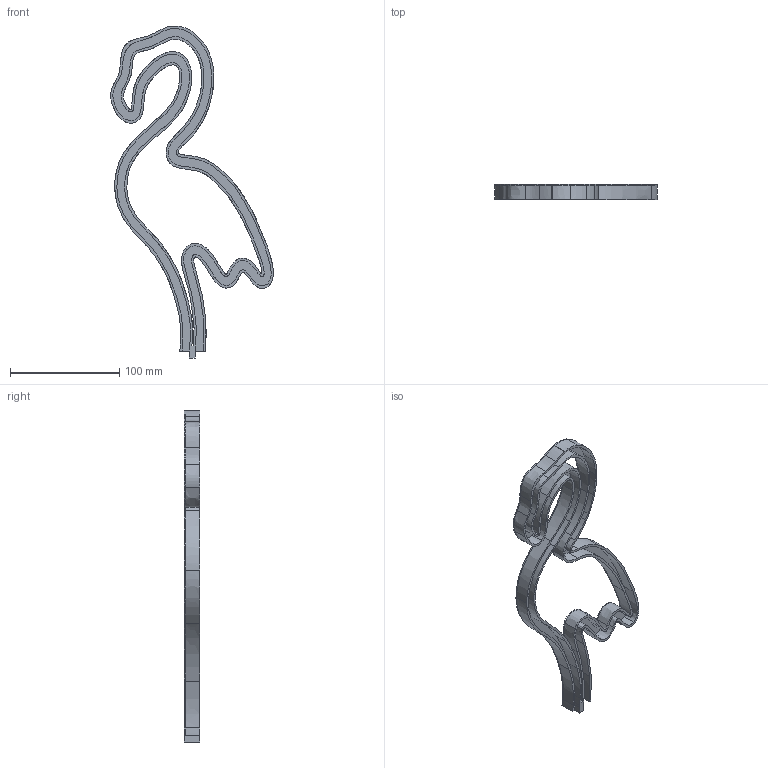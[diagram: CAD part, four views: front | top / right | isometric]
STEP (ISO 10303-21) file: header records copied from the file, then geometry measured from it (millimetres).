
FILE_DESCRIPTION(/* description */ (''),/* implementation_level */ '2;1');
FILE_NAME(/* name */ 'OMEX Flamingo v5.stp',/* time_stamp */ '2025-09-12T00:18:28+02:00',/* author */ (''),/* organization */ (''),/* preprocessor_version */ 'ST-DEVELOPER v20.1',/* originating_system */ 'Autodesk Translation Framework v14.10.0.0',/* authorisation */ '');
FILE_SCHEMA (('AUTOMOTIVE_DESIGN { 1 0 10303 214 3 1 1 }'));
Length unit declared in the file: millimetre
Products named in the file (1): OMEX Flamingo
Bounding box: 148.8 x 14 x 303.71 mm (x, y, z)
Volume: 72178 mm3; surface area: 73565.1 mm2
Topology: 1 solids, 1 shells, 228 faces, 607 edges, 381 vertices
Faces by surface type: bspline 217, plane 11
Entity records: 12912 total; most frequent: CARTESIAN_POINT 8819, ORIENTED_EDGE 1214, EDGE_CURVE 607, VERTEX_POINT 381, DIRECTION 247, B_SPLINE_CURVE_WITH_KNOTS 233, EDGE_LOOP 230, FACE_OUTER_BOUND 228
